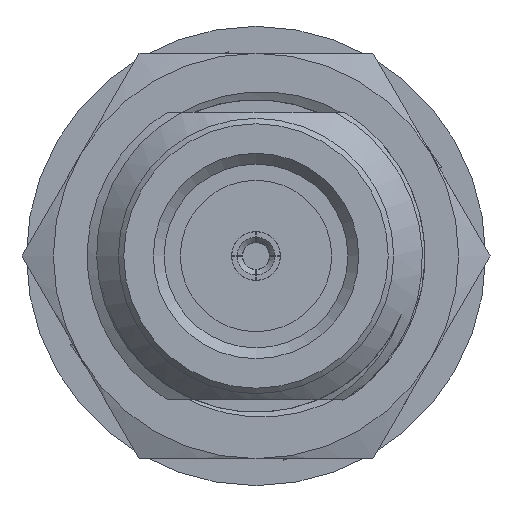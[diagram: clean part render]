
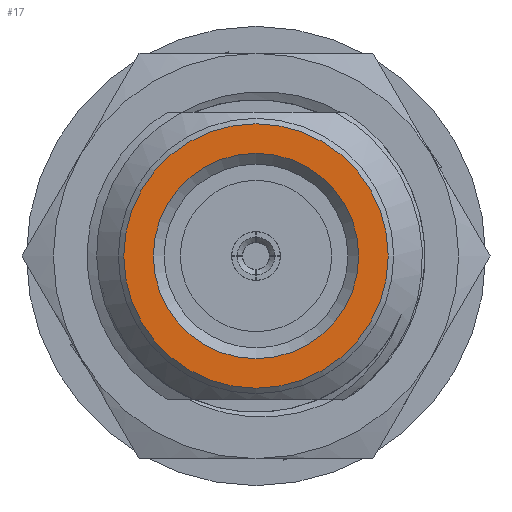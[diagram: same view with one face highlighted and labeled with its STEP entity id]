
A CAD part, left-side view. The second image highlights one B-rep face of the part: STEP entity #17.
In plain terms, the highlighted planar face has unit normal (-1, 0, 0).
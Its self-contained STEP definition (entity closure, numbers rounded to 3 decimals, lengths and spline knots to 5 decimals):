
#17 = ADVANCED_FACE ( 'NONE', ( #39125, #33056 ), #15293, .T. ) ;
#6428 = CARTESIAN_POINT ( 'NONE',  ( 0., 0., 0.19 ) ) ;
#8235 = CARTESIAN_POINT ( 'NONE',  ( 0., 0., 0. ) ) ;
#14498 = CARTESIAN_POINT ( 'NONE',  ( 0., 0., 0. ) ) ;
#14953 = DIRECTION ( 'NONE',  ( -1., 0., 0. ) ) ;
#15293 = PLANE ( 'NONE',  #77283 ) ;
#27712 = EDGE_LOOP ( 'NONE', ( #39106 ) ) ;
#33056 = FACE_BOUND ( 'NONE', #67297, .T. ) ;
#33298 = VERTEX_POINT ( 'NONE', #6428 ) ;
#33448 = DIRECTION ( 'NONE',  ( -1., 0., 0. ) ) ;
#38784 = CARTESIAN_POINT ( 'NONE',  ( 0., 0., 0. ) ) ;
#39106 = ORIENTED_EDGE ( 'NONE', *, *, #44679, .T. ) ;
#39125 = FACE_OUTER_BOUND ( 'NONE', #27712, .T. ) ;
#39572 = DIRECTION ( 'NONE',  ( 0., -1., 0. ) ) ;
#44679 = EDGE_CURVE ( 'NONE', #67753, #67753, #67794, .T. ) ;
#53683 = CARTESIAN_POINT ( 'NONE',  ( 0., -0.24472, 0. ) ) ;
#58888 = DIRECTION ( 'NONE',  ( 0., -1., 0. ) ) ;
#61186 = AXIS2_PLACEMENT_3D ( 'NONE', #8235, #63530, #63919 ) ;
#61354 = CIRCLE ( 'NONE', #61186, 0.19 ) ;
#63259 = EDGE_CURVE ( 'NONE', #33298, #33298, #61354, .T. ) ;
#63530 = DIRECTION ( 'NONE',  ( 1., 0., 0. ) ) ;
#63919 = DIRECTION ( 'NONE',  ( 0., 0., 1. ) ) ;
#67297 = EDGE_LOOP ( 'NONE', ( #68206 ) ) ;
#67753 = VERTEX_POINT ( 'NONE', #53683 ) ;
#67794 = CIRCLE ( 'NONE', #75546, 0.24472 ) ;
#68206 = ORIENTED_EDGE ( 'NONE', *, *, #63259, .T. ) ;
#75546 = AXIS2_PLACEMENT_3D ( 'NONE', #38784, #14953, #39572 ) ;
#77283 = AXIS2_PLACEMENT_3D ( 'NONE', #14498, #33448, #58888 ) ;
